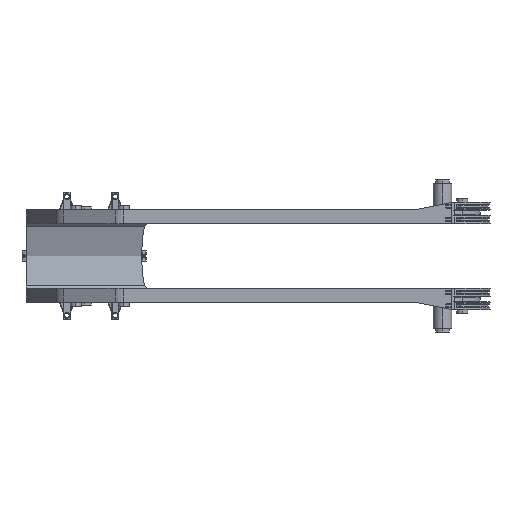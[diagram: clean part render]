
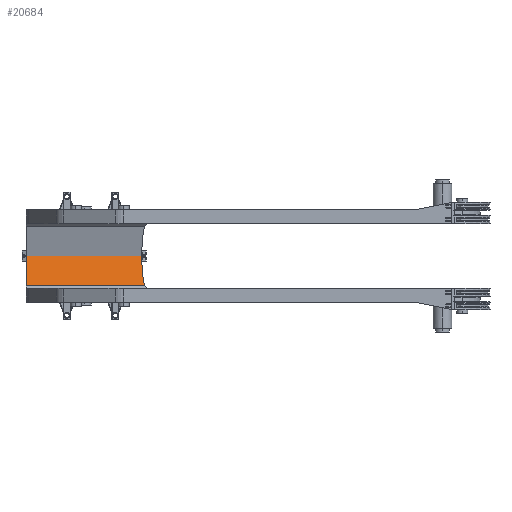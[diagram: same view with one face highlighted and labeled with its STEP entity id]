
A CAD part, left-side view. The second image highlights one B-rep face of the part: STEP entity #20684.
In plain terms, the highlighted planar face has unit normal (-0.966, 0, 0.259).
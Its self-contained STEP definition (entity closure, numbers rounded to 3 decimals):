
#3529 = CARTESIAN_POINT ( 'NONE',  ( 36.227, 125., 5.568 ) ) ;
#3953 = CARTESIAN_POINT ( 'NONE',  ( 32.594, 62.783, -7.992 ) ) ;
#4662 = FACE_OUTER_BOUND ( 'NONE', #4792, .T. ) ;
#4792 = EDGE_LOOP ( 'NONE', ( #33970, #24828, #14865, #25209, #6895 ) ) ;
#5404 =( BOUNDED_CURVE ( )  B_SPLINE_CURVE ( 3, ( #39062, #3953, #29904, #9892 ),
 .UNSPECIFIED., .F., .T. ) 
 B_SPLINE_CURVE_WITH_KNOTS ( ( 4, 4 ),
 ( 1.571, 2.35 ),
 .UNSPECIFIED. ) 
 CURVE ( )  GEOMETRIC_REPRESENTATION_ITEM ( )  RATIONAL_B_SPLINE_CURVE ( ( 1., 0.95, 0.95, 1. ) ) 
 REPRESENTATION_ITEM ( '' )  );
#5891 = LINE ( 'NONE', #35467, #11169 ) ;
#6474 = EDGE_CURVE ( 'NONE', #7556, #42057, #35542, .T. ) ;
#6895 = ORIENTED_EDGE ( 'NONE', *, *, #16287, .F. ) ;
#7446 = EDGE_CURVE ( 'NONE', #26446, #28135, #39594, .T. ) ;
#7556 = VERTEX_POINT ( 'NONE', #13390 ) ;
#8253 = PLANE ( 'NONE',  #18621 ) ;
#9892 = CARTESIAN_POINT ( 'NONE',  ( 30.412, 61.339, -16.134 ) ) ;
#11073 = CARTESIAN_POINT ( 'NONE',  ( 36.227, -125., 5.568 ) ) ;
#11169 = VECTOR ( 'NONE', #29266, 1000. ) ;
#13390 = CARTESIAN_POINT ( 'NONE',  ( 33.927, 62.783, -3.016 ) ) ;
#14865 = ORIENTED_EDGE ( 'NONE', *, *, #7446, .T. ) ;
#16287 = EDGE_CURVE ( 'NONE', #7556, #40323, #5404, .T. ) ;
#17009 = DIRECTION ( 'NONE',  ( -0.259, 0., -0.966 ) ) ;
#17614 = CARTESIAN_POINT ( 'NONE',  ( 36.745, -125., 7.5 ) ) ;
#17823 = DIRECTION ( 'NONE',  ( -0.259, 0., -0.966 ) ) ;
#18621 = AXIS2_PLACEMENT_3D ( 'NONE', #17614, #21215, #17823 ) ;
#19272 = CARTESIAN_POINT ( 'NONE',  ( 36.227, 62.783, 5.568 ) ) ;
#19346 = CARTESIAN_POINT ( 'NONE',  ( 36.745, 62.783, 7.5 ) ) ;
#19696 = EDGE_CURVE ( 'NONE', #26446, #42057, #21063, .T. ) ;
#20407 = CARTESIAN_POINT ( 'NONE',  ( 30.412, 125., -16.134 ) ) ;
#20684 = ADVANCED_FACE ( 'NONE', ( #4662 ), #8253, .T. ) ;
#21063 = LINE ( 'NONE', #11073, #30563 ) ;
#21215 = DIRECTION ( 'NONE',  ( -0.966, 0., 0.259 ) ) ;
#21674 = CARTESIAN_POINT ( 'NONE',  ( 30.412, 61.339, -16.134 ) ) ;
#22643 = VECTOR ( 'NONE', #17009, 1000. ) ;
#24828 = ORIENTED_EDGE ( 'NONE', *, *, #19696, .F. ) ;
#25209 = ORIENTED_EDGE ( 'NONE', *, *, #39302, .F. ) ;
#26446 = VERTEX_POINT ( 'NONE', #3529 ) ;
#28135 = VERTEX_POINT ( 'NONE', #20407 ) ;
#28878 = VECTOR ( 'NONE', #37819, 1000. ) ;
#29266 = DIRECTION ( 'NONE',  ( 0., 1., 0. ) ) ;
#29904 = CARTESIAN_POINT ( 'NONE',  ( 31.361, 62.276, -12.595 ) ) ;
#30563 = VECTOR ( 'NONE', #40466, 1000. ) ;
#32769 = CARTESIAN_POINT ( 'NONE',  ( 36.745, 125., 7.5 ) ) ;
#33970 = ORIENTED_EDGE ( 'NONE', *, *, #6474, .T. ) ;
#35467 = CARTESIAN_POINT ( 'NONE',  ( 30.412, -125., -16.134 ) ) ;
#35542 = LINE ( 'NONE', #19346, #28878 ) ;
#37819 = DIRECTION ( 'NONE',  ( 0.259, 0., 0.966 ) ) ;
#39062 = CARTESIAN_POINT ( 'NONE',  ( 33.927, 62.783, -3.016 ) ) ;
#39302 = EDGE_CURVE ( 'NONE', #40323, #28135, #5891, .T. ) ;
#39594 = LINE ( 'NONE', #32769, #22643 ) ;
#40323 = VERTEX_POINT ( 'NONE', #21674 ) ;
#40466 = DIRECTION ( 'NONE',  ( 0., -1., 0. ) ) ;
#42057 = VERTEX_POINT ( 'NONE', #19272 ) ;
